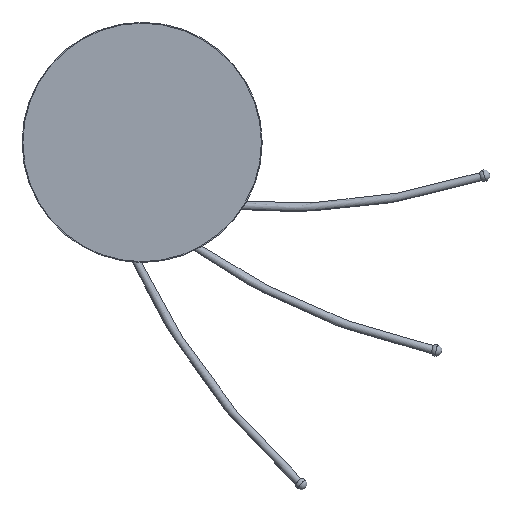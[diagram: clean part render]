
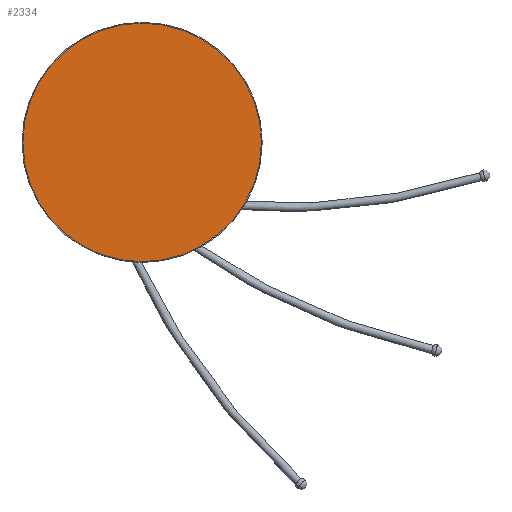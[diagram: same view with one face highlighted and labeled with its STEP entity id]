
A CAD part, front view. The second image highlights one B-rep face of the part: STEP entity #2334.
In plain terms, the highlighted planar face has unit normal (0, -1, 0).
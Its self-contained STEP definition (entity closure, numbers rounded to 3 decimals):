
#702 = CARTESIAN_POINT ( 'NONE',  ( 0., 0., 0. ) ) ;
#703 = DIRECTION ( 'NONE',  ( 0., -1., 0. ) ) ;
#704 = DIRECTION ( 'NONE',  ( 0., 0., -1. ) ) ;
#1096 = CIRCLE ( 'NONE', #1195, 144. ) ;
#1195 = AXIS2_PLACEMENT_3D ( 'NONE', #2088, #2089, #2090 ) ;
#1414 = ORIENTED_EDGE ( 'NONE', *, *, #3563, .T. ) ;
#1432 = VERTEX_POINT ( 'NONE', #3033 ) ;
#1433 = FACE_OUTER_BOUND ( 'NONE', #3759, .T. ) ;
#1543 = VERTEX_POINT ( 'NONE', #3432 ) ;
#2088 = CARTESIAN_POINT ( 'NONE',  ( 0., 0., 0. ) ) ;
#2089 = DIRECTION ( 'NONE',  ( 0., -1., 0. ) ) ;
#2090 = DIRECTION ( 'NONE',  ( 0., 0., -1. ) ) ;
#2334 = ADVANCED_FACE ( 'NONE', ( #1433 ), #3451, .T. ) ;
#3033 = CARTESIAN_POINT ( 'NONE',  ( 0., 0., 144. ) ) ;
#3354 = AXIS2_PLACEMENT_3D ( 'NONE', #702, #703, #704 ) ;
#3374 = AXIS2_PLACEMENT_3D ( 'NONE', #3447, #3455, #3406 ) ;
#3406 = DIRECTION ( 'NONE',  ( 0., 0., -1. ) ) ;
#3432 = CARTESIAN_POINT ( 'NONE',  ( 0., 0., -144. ) ) ;
#3447 = CARTESIAN_POINT ( 'NONE',  ( 0., 0., 0. ) ) ;
#3451 = PLANE ( 'NONE',  #3374 ) ;
#3455 = DIRECTION ( 'NONE',  ( 0., -1., 0. ) ) ;
#3462 = EDGE_CURVE ( 'NONE', #1432, #1543, #3921, .T. ) ;
#3563 = EDGE_CURVE ( 'NONE', #1543, #1432, #1096, .T. ) ;
#3715 = ORIENTED_EDGE ( 'NONE', *, *, #3462, .T. ) ;
#3759 = EDGE_LOOP ( 'NONE', ( #1414, #3715 ) ) ;
#3921 = CIRCLE ( 'NONE', #3354, 144. ) ;
